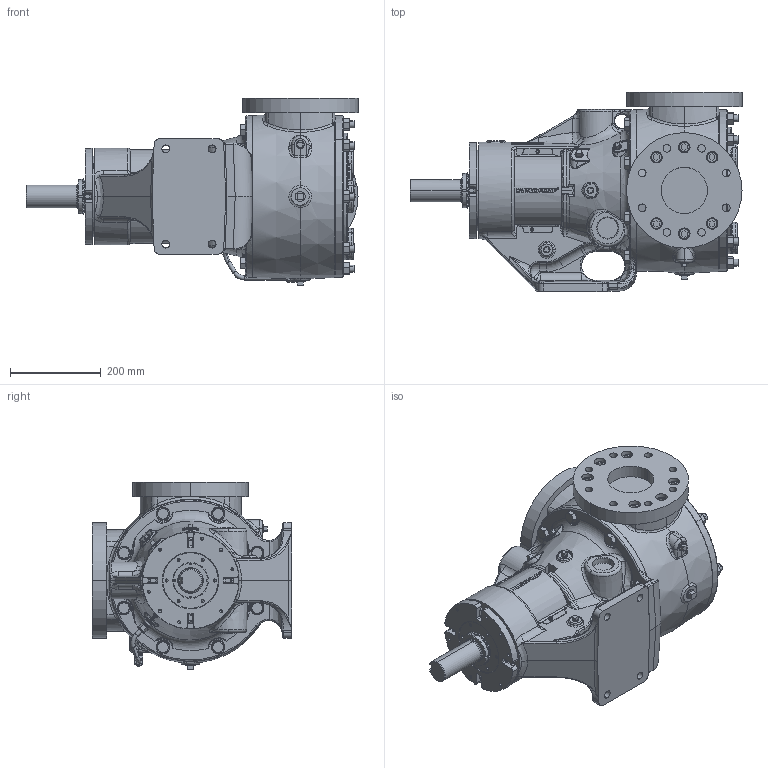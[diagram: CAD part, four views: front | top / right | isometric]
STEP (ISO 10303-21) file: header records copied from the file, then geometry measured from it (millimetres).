
FILE_DESCRIPTION (( 'STEP AP214' ), '1' );
FILE_NAME ('QV-2348.step', '2025-12-05T18:58:38', ( '' ), ( '' ), 'SwSTEP 2.0', 'SolidWorks 2024', '' );
FILE_SCHEMA (( 'AUTOMOTIVE_DESIGN' ));
Products named in the file (1): QV-2348
Bounding box: 730.28 x 438.15 x 412.01 mm (x, y, z)
Volume: 39851322 mm3; surface area: 1399831.1 mm2
Topology: 1 solids, 1 shells, 3965 faces, 10039 edges, 6313 vertices
Faces by surface type: plane 1361, bspline 1252, cylinder 658, cone 542, torus 114, sphere 38
Entity records: 180077 total; most frequent: CARTESIAN_POINT 94577, ORIENTED_EDGE 19904, DIRECTION 14164, EDGE_CURVE 9952, VERTEX_POINT 6310, AXIS2_PLACEMENT_3D 4900, LINE 4364, VECTOR 4364
